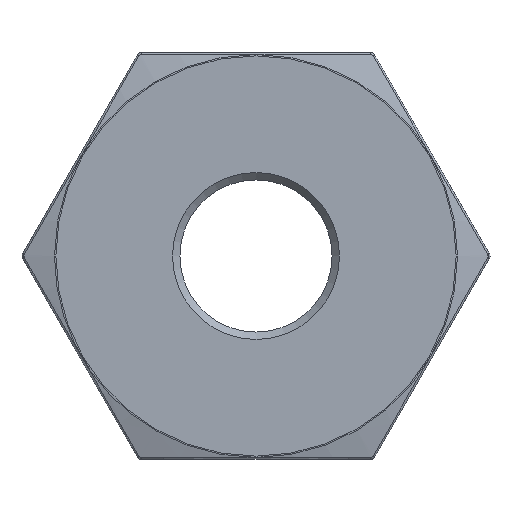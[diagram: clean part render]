
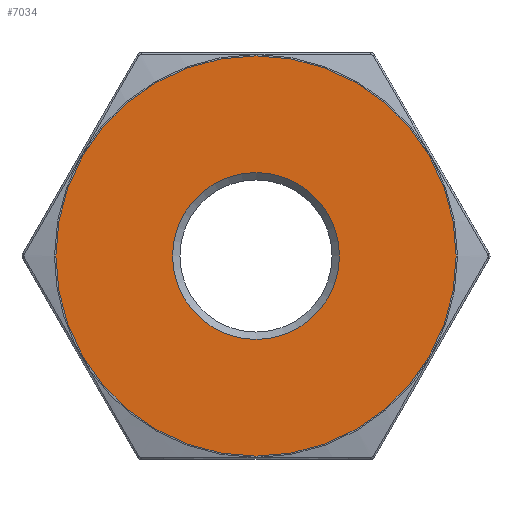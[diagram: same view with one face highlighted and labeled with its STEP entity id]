
A CAD part, left-side view. The second image highlights one B-rep face of the part: STEP entity #7034.
In plain terms, the highlighted planar face has unit normal (-1, 0, 0).
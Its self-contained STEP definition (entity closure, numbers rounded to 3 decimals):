
#359 = ORIENTED_EDGE ( 'NONE', *, *, #13564, .F. ) ;
#720 = ORIENTED_EDGE ( 'NONE', *, *, #12479, .T. ) ;
#2914 = VERTEX_POINT ( 'NONE', #5033 ) ;
#3372 = DIRECTION ( 'NONE',  ( -1., 0., 0. ) ) ;
#3375 = DIRECTION ( 'NONE',  ( 1., 0., 0. ) ) ;
#3587 = PLANE ( 'NONE',  #9447 ) ;
#4338 = AXIS2_PLACEMENT_3D ( 'NONE', #10149, #4997, #11671 ) ;
#4382 = CARTESIAN_POINT ( 'NONE',  ( 0., 0., 0. ) ) ;
#4563 = CIRCLE ( 'NONE', #4338, 16.625 ) ;
#4997 = DIRECTION ( 'NONE',  ( -1., 0., 0. ) ) ;
#5033 = CARTESIAN_POINT ( 'NONE',  ( 0., 0., 16.625 ) ) ;
#5500 = CARTESIAN_POINT ( 'NONE',  ( 0., 0., 0. ) ) ;
#5575 = FACE_OUTER_BOUND ( 'NONE', #13376, .T. ) ;
#5647 = FACE_BOUND ( 'NONE', #10636, .T. ) ;
#6334 = AXIS2_PLACEMENT_3D ( 'NONE', #5500, #3372, #10123 ) ;
#7034 = ADVANCED_FACE ( 'NONE', ( #5575, #5647 ), #3587, .F. ) ;
#9447 = AXIS2_PLACEMENT_3D ( 'NONE', #4382, #3375, #13440 ) ;
#10123 = DIRECTION ( 'NONE',  ( 0., 1., 0. ) ) ;
#10130 = CIRCLE ( 'NONE', #6334, 39.868 ) ;
#10149 = CARTESIAN_POINT ( 'NONE',  ( 0., 0., 0. ) ) ;
#10636 = EDGE_LOOP ( 'NONE', ( #359 ) ) ;
#10905 = CARTESIAN_POINT ( 'NONE',  ( 0., 39.868, 0. ) ) ;
#11671 = DIRECTION ( 'NONE',  ( 0., 0., 1. ) ) ;
#11791 = VERTEX_POINT ( 'NONE', #10905 ) ;
#12479 = EDGE_CURVE ( 'NONE', #11791, #11791, #10130, .T. ) ;
#13376 = EDGE_LOOP ( 'NONE', ( #720 ) ) ;
#13440 = DIRECTION ( 'NONE',  ( 0., 1., 0. ) ) ;
#13564 = EDGE_CURVE ( 'NONE', #2914, #2914, #4563, .T. ) ;
